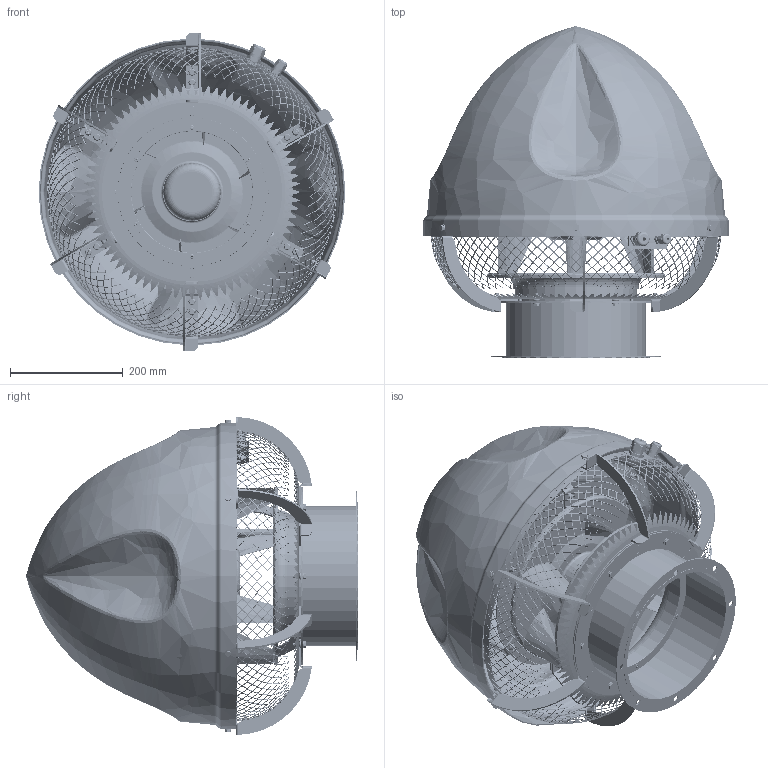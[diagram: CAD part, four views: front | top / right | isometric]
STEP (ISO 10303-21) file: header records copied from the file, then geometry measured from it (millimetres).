
FILE_DESCRIPTION(/* description */ ('812W81 SMART-EC-3000'),/* implementation_level */ '2;1');
FILE_NAME(/* name */ '812W81 SMART-EC-3000.stp',/* time_stamp */ '2022-05-12T13:58:30+02:00',/* author */ ('a.korpacki'),/* organization */ ('KLIMAWENT S.A.'),/* preprocessor_version */ 'ST-DEVELOPER v18.1',/* originating_system */ 'Autodesk Inventor 2021',/* authorisation */ '');
FILE_SCHEMA (('AUTOMOTIVE_DESIGN { 1 0 10303 214 3 1 1 }'));
Length unit declared in the file: millimetre
Products named in the file (1): ~~
Bounding box: 544.3 x 588.96 x 564 mm (x, y, z)
Volume: 3532651.3 mm3; surface area: 2443100.6 mm2
Topology: 1 solids, 1 shells, 6489 faces, 18447 edges, 11730 vertices
Faces by surface type: plane 5010, cylinder 877, cone 339, torus 151, bspline 112
Full cylindrical faces by diameter (mm): 2.4 x6, 4 x18, 4.1 x12, 4.2 x12, 4.3 x6, 4.5 x1, 4.917 x22, 6 x52, 6.4 x34, 6.9 x34, 7 x19, 8 x6, 8.88 x30, 9 x40, 9.1 x6, 9.2 x2, 10 x8, 12 x28, 12.2 x6, 14.38 x1, 16 x1, 16.5 x1, 17 x1, 17.2 x1, 18.38 x1, 19 x1, 20.5 x1, 20.7 x1, 22.3 x1, 24.2 x1
Entity records: 248683 total; most frequent: CARTESIAN_POINT 85194, ORIENTED_EDGE 36914, DIRECTION 26321, EDGE_CURVE 18457, VERTEX_POINT 11730, AXIS2_PLACEMENT_3D 9937, EDGE_LOOP 8045, B_SPLINE_CURVE_WITH_KNOTS 7976
